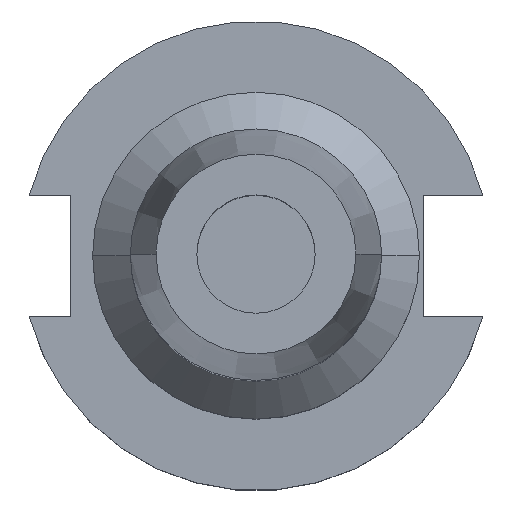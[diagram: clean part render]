
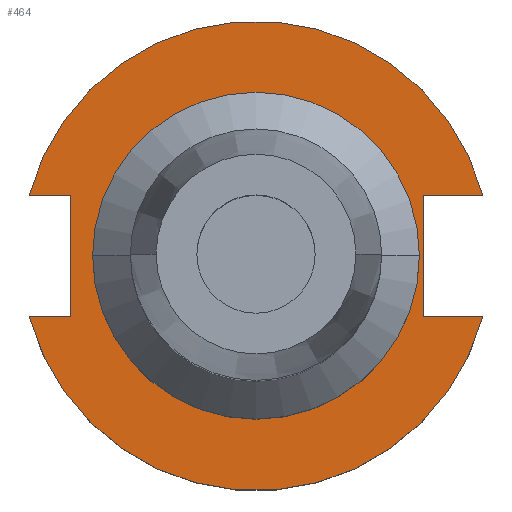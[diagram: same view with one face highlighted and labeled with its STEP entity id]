
A CAD part, top view. The second image highlights one B-rep face of the part: STEP entity #464.
In plain terms, the highlighted planar face has unit normal (0, 0, 1).
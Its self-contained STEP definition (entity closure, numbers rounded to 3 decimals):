
#1 = DIRECTION ( 'NONE',  ( 0., 0., 1. ) ) ;
#10 = CIRCLE ( 'NONE', #1399, 31.75 ) ;
#19 = AXIS2_PLACEMENT_3D ( 'NONE', #1328, #1393, #94 ) ;
#21 = CARTESIAN_POINT ( 'NONE',  ( 0., 0., 19.05 ) ) ;
#56 = VERTEX_POINT ( 'NONE', #496 ) ;
#94 = DIRECTION ( 'NONE',  ( 1., 0., 0. ) ) ;
#95 = AXIS2_PLACEMENT_3D ( 'NONE', #1067, #1062, #1055 ) ;
#140 = ORIENTED_EDGE ( 'NONE', *, *, #1183, .F. ) ;
#169 = AXIS2_PLACEMENT_3D ( 'NONE', #1327, #1341, #1261 ) ;
#172 = CIRCLE ( 'NONE', #95, 22.1 ) ;
#198 = ORIENTED_EDGE ( 'NONE', *, *, #1157, .T. ) ;
#259 = VERTEX_POINT ( 'NONE', #1492 ) ;
#262 = DIRECTION ( 'NONE',  ( 1., 0., 0. ) ) ;
#268 = CARTESIAN_POINT ( 'NONE',  ( -30.675, 8.191, 19.05 ) ) ;
#284 = DIRECTION ( 'NONE',  ( -1., 0., 0. ) ) ;
#286 = FACE_BOUND ( 'NONE', #670, .T. ) ;
#287 = ORIENTED_EDGE ( 'NONE', *, *, #1200, .F. ) ;
#305 = PLANE ( 'NONE',  #169 ) ;
#313 = CARTESIAN_POINT ( 'NONE',  ( 0., 8.191, 19.05 ) ) ;
#343 = VECTOR ( 'NONE', #262, 1000. ) ;
#395 = CIRCLE ( 'NONE', #19, 31.75 ) ;
#410 = DIRECTION ( 'NONE',  ( 0., 1., 0. ) ) ;
#450 = CARTESIAN_POINT ( 'NONE',  ( 22.606, 22.1, 19.05 ) ) ;
#464 = ADVANCED_FACE ( 'NONE', ( #286, #1003 ), #305, .F. ) ;
#468 = ORIENTED_EDGE ( 'NONE', *, *, #866, .F. ) ;
#471 = VECTOR ( 'NONE', #726, 1000. ) ;
#476 = ORIENTED_EDGE ( 'NONE', *, *, #1189, .T. ) ;
#485 = CARTESIAN_POINT ( 'NONE',  ( -25.091, -8.191, 19.05 ) ) ;
#496 = CARTESIAN_POINT ( 'NONE',  ( -30.675, -8.191, 19.05 ) ) ;
#514 = LINE ( 'NONE', #926, #471 ) ;
#557 = VERTEX_POINT ( 'NONE', #485 ) ;
#604 = DIRECTION ( 'NONE',  ( 0., -1., 0. ) ) ;
#670 = EDGE_LOOP ( 'NONE', ( #468, #287 ) ) ;
#688 = CARTESIAN_POINT ( 'NONE',  ( -25.091, 8.191, 19.05 ) ) ;
#726 = DIRECTION ( 'NONE',  ( 1., 0., 0. ) ) ;
#735 = CIRCLE ( 'NONE', #1326, 22.1 ) ;
#747 = EDGE_LOOP ( 'NONE', ( #198, #1591, #1059, #1625, #1518, #140, #476, #1371 ) ) ;
#819 = LINE ( 'NONE', #313, #1065 ) ;
#820 = CARTESIAN_POINT ( 'NONE',  ( -25.091, 8.191, 19.05 ) ) ;
#859 = LINE ( 'NONE', #688, #1176 ) ;
#866 = EDGE_CURVE ( 'NONE', #1109, #1481, #172, .T. ) ;
#883 = VERTEX_POINT ( 'NONE', #945 ) ;
#926 = CARTESIAN_POINT ( 'NONE',  ( 0., -8.191, 19.05 ) ) ;
#945 = CARTESIAN_POINT ( 'NONE',  ( 30.675, -8.191, 19.05 ) ) ;
#949 = DIRECTION ( 'NONE',  ( 1., 0., 0. ) ) ;
#964 = DIRECTION ( 'NONE',  ( 0., 0., 1. ) ) ;
#980 = CARTESIAN_POINT ( 'NONE',  ( 22.606, -8.191, 19.05 ) ) ;
#988 = CARTESIAN_POINT ( 'NONE',  ( 22.1, 0., 19.05 ) ) ;
#1003 = FACE_OUTER_BOUND ( 'NONE', #747, .T. ) ;
#1010 = VERTEX_POINT ( 'NONE', #820 ) ;
#1055 = DIRECTION ( 'NONE',  ( 1., 0., 0. ) ) ;
#1059 = ORIENTED_EDGE ( 'NONE', *, *, #1070, .T. ) ;
#1062 = DIRECTION ( 'NONE',  ( 0., 0., 1. ) ) ;
#1065 = VECTOR ( 'NONE', #284, 1000. ) ;
#1067 = CARTESIAN_POINT ( 'NONE',  ( 0., 0., 19.05 ) ) ;
#1070 = EDGE_CURVE ( 'NONE', #56, #883, #395, .T. ) ;
#1079 = EDGE_CURVE ( 'NONE', #56, #557, #1347, .T. ) ;
#1086 = CARTESIAN_POINT ( 'NONE',  ( 0., 0., 19.05 ) ) ;
#1109 = VERTEX_POINT ( 'NONE', #988 ) ;
#1128 = EDGE_CURVE ( 'NONE', #1407, #1010, #1251, .T. ) ;
#1140 = LINE ( 'NONE', #450, #1400 ) ;
#1150 = VERTEX_POINT ( 'NONE', #980 ) ;
#1157 = EDGE_CURVE ( 'NONE', #1010, #557, #859, .T. ) ;
#1163 = EDGE_CURVE ( 'NONE', #1150, #883, #514, .T. ) ;
#1164 = EDGE_CURVE ( 'NONE', #1150, #259, #1140, .T. ) ;
#1170 = CARTESIAN_POINT ( 'NONE',  ( 30.675, 8.191, 19.05 ) ) ;
#1176 = VECTOR ( 'NONE', #604, 1000. ) ;
#1183 = EDGE_CURVE ( 'NONE', #1493, #259, #819, .T. ) ;
#1189 = EDGE_CURVE ( 'NONE', #1493, #1407, #10, .T. ) ;
#1200 = EDGE_CURVE ( 'NONE', #1481, #1109, #735, .T. ) ;
#1219 = DIRECTION ( 'NONE',  ( 1., 0., 0. ) ) ;
#1251 = LINE ( 'NONE', #1615, #1507 ) ;
#1261 = DIRECTION ( 'NONE',  ( -1., 0., 0. ) ) ;
#1274 = CARTESIAN_POINT ( 'NONE',  ( -61.091, -8.191, 19.05 ) ) ;
#1326 = AXIS2_PLACEMENT_3D ( 'NONE', #1086, #964, #949 ) ;
#1327 = CARTESIAN_POINT ( 'NONE',  ( 0., 22.1, 19.05 ) ) ;
#1328 = CARTESIAN_POINT ( 'NONE',  ( 0., 0., 19.05 ) ) ;
#1333 = DIRECTION ( 'NONE',  ( 1., 0., 0. ) ) ;
#1341 = DIRECTION ( 'NONE',  ( 0., 0., -1. ) ) ;
#1347 = LINE ( 'NONE', #1274, #343 ) ;
#1371 = ORIENTED_EDGE ( 'NONE', *, *, #1128, .T. ) ;
#1393 = DIRECTION ( 'NONE',  ( 0., 0., 1. ) ) ;
#1399 = AXIS2_PLACEMENT_3D ( 'NONE', #21, #1, #1219 ) ;
#1400 = VECTOR ( 'NONE', #410, 1000. ) ;
#1407 = VERTEX_POINT ( 'NONE', #268 ) ;
#1415 = CARTESIAN_POINT ( 'NONE',  ( -22.1, 0., 19.05 ) ) ;
#1481 = VERTEX_POINT ( 'NONE', #1415 ) ;
#1492 = CARTESIAN_POINT ( 'NONE',  ( 22.606, 8.191, 19.05 ) ) ;
#1493 = VERTEX_POINT ( 'NONE', #1170 ) ;
#1507 = VECTOR ( 'NONE', #1333, 1000. ) ;
#1518 = ORIENTED_EDGE ( 'NONE', *, *, #1164, .T. ) ;
#1591 = ORIENTED_EDGE ( 'NONE', *, *, #1079, .F. ) ;
#1615 = CARTESIAN_POINT ( 'NONE',  ( -61.091, 8.191, 19.05 ) ) ;
#1625 = ORIENTED_EDGE ( 'NONE', *, *, #1163, .F. ) ;
